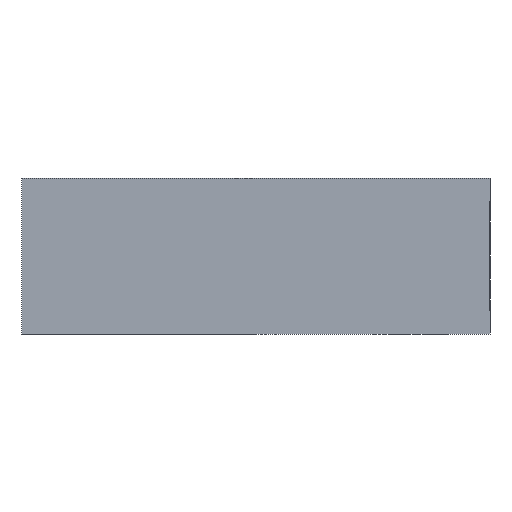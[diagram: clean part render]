
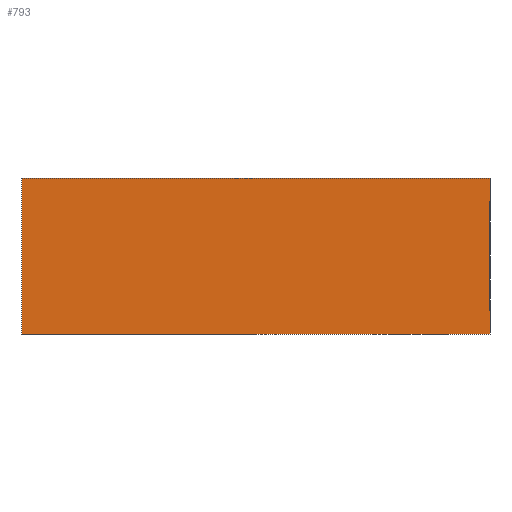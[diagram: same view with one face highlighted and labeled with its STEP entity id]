
A CAD part, left-side view. The second image highlights one B-rep face of the part: STEP entity #793.
In plain terms, the highlighted planar face has unit normal (-1, 0, 0).
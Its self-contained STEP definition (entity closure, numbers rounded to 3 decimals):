
#8 = DIRECTION ( 'NONE',  ( 0., 0., -1. ) ) ;
#46 = EDGE_CURVE ( 'NONE', #1751, #1407, #2779, .T. ) ;
#48 = ORIENTED_EDGE ( 'NONE', *, *, #2620, .F. ) ;
#83 = CARTESIAN_POINT ( 'NONE',  ( -7.5, -7.48, -1.75 ) ) ;
#136 = VERTEX_POINT ( 'NONE', #2254 ) ;
#246 = LINE ( 'NONE', #973, #1924 ) ;
#258 = VECTOR ( 'NONE', #2029, 1000. ) ;
#271 = LINE ( 'NONE', #2927, #2186 ) ;
#304 = DIRECTION ( 'NONE',  ( 0., -1., 0. ) ) ;
#312 = ORIENTED_EDGE ( 'NONE', *, *, #833, .F. ) ;
#422 = LINE ( 'NONE', #1595, #2648 ) ;
#487 = ORIENTED_EDGE ( 'NONE', *, *, #46, .F. ) ;
#538 = CARTESIAN_POINT ( 'NONE',  ( -7.5, 3.858, 0. ) ) ;
#685 = CARTESIAN_POINT ( 'NONE',  ( -7.5, -7.48, -1.75 ) ) ;
#701 = VERTEX_POINT ( 'NONE', #2793 ) ;
#719 = DIRECTION ( 'NONE',  ( 0., -1., 0. ) ) ;
#724 = FACE_OUTER_BOUND ( 'NONE', #2991, .T. ) ;
#793 = ADVANCED_FACE ( 'NONE', ( #724 ), #2094, .T. ) ;
#833 = EDGE_CURVE ( 'NONE', #2192, #1084, #1189, .T. ) ;
#897 = EDGE_CURVE ( 'NONE', #136, #701, #246, .T. ) ;
#973 = CARTESIAN_POINT ( 'NONE',  ( -7.5, -7.5, -1.75 ) ) ;
#989 = DIRECTION ( 'NONE',  ( 0., 0., 1. ) ) ;
#997 = VECTOR ( 'NONE', #719, 1000. ) ;
#1028 = ORIENTED_EDGE ( 'NONE', *, *, #1282, .T. ) ;
#1082 = ORIENTED_EDGE ( 'NONE', *, *, #2626, .T. ) ;
#1084 = VERTEX_POINT ( 'NONE', #2448 ) ;
#1110 = DIRECTION ( 'NONE',  ( 0., -1., 0. ) ) ;
#1189 = LINE ( 'NONE', #2415, #1537 ) ;
#1282 = EDGE_CURVE ( 'NONE', #2192, #701, #422, .T. ) ;
#1407 = VERTEX_POINT ( 'NONE', #2632 ) ;
#1433 = LINE ( 'NONE', #2596, #1997 ) ;
#1537 = VECTOR ( 'NONE', #1696, 1000. ) ;
#1595 = CARTESIAN_POINT ( 'NONE',  ( -7.5, 7.5, -2.5 ) ) ;
#1637 = LINE ( 'NONE', #685, #1733 ) ;
#1696 = DIRECTION ( 'NONE',  ( 0., 0., 1. ) ) ;
#1733 = VECTOR ( 'NONE', #2816, 1000. ) ;
#1751 = VERTEX_POINT ( 'NONE', #2852 ) ;
#1908 = DIRECTION ( 'NONE',  ( 0., 0., -1. ) ) ;
#1912 = EDGE_CURVE ( 'NONE', #2172, #3029, #1433, .T. ) ;
#1924 = VECTOR ( 'NONE', #1908, 1000. ) ;
#1997 = VECTOR ( 'NONE', #8, 1000. ) ;
#2029 = DIRECTION ( 'NONE',  ( 0., 0., -1. ) ) ;
#2094 = PLANE ( 'NONE',  #2120 ) ;
#2120 = AXIS2_PLACEMENT_3D ( 'NONE', #538, #2844, #989 ) ;
#2172 = VERTEX_POINT ( 'NONE', #2857 ) ;
#2186 = VECTOR ( 'NONE', #304, 1000. ) ;
#2192 = VERTEX_POINT ( 'NONE', #3043 ) ;
#2254 = CARTESIAN_POINT ( 'NONE',  ( -7.5, -7.5, -1.75 ) ) ;
#2314 = ORIENTED_EDGE ( 'NONE', *, *, #2999, .F. ) ;
#2415 = CARTESIAN_POINT ( 'NONE',  ( -7.5, 7.5, -2.5 ) ) ;
#2448 = CARTESIAN_POINT ( 'NONE',  ( -7.5, 7.5, 2.5 ) ) ;
#2546 = LINE ( 'NONE', #3040, #997 ) ;
#2553 = CARTESIAN_POINT ( 'NONE',  ( -7.5, -7.5, 2.5 ) ) ;
#2596 = CARTESIAN_POINT ( 'NONE',  ( -7.5, -7.48, 1.75 ) ) ;
#2620 = EDGE_CURVE ( 'NONE', #3029, #136, #1637, .T. ) ;
#2626 = EDGE_CURVE ( 'NONE', #2172, #1407, #2546, .T. ) ;
#2632 = CARTESIAN_POINT ( 'NONE',  ( -7.5, -7.5, 1.75 ) ) ;
#2648 = VECTOR ( 'NONE', #1110, 1000. ) ;
#2654 = ORIENTED_EDGE ( 'NONE', *, *, #1912, .F. ) ;
#2779 = LINE ( 'NONE', #2553, #258 ) ;
#2793 = CARTESIAN_POINT ( 'NONE',  ( -7.5, -7.5, -2.5 ) ) ;
#2816 = DIRECTION ( 'NONE',  ( 0., -1., 0. ) ) ;
#2844 = DIRECTION ( 'NONE',  ( -1., 0., 0. ) ) ;
#2852 = CARTESIAN_POINT ( 'NONE',  ( -7.5, -7.5, 2.5 ) ) ;
#2857 = CARTESIAN_POINT ( 'NONE',  ( -7.5, -7.48, 1.75 ) ) ;
#2927 = CARTESIAN_POINT ( 'NONE',  ( -7.5, 7.5, 2.5 ) ) ;
#2964 = ORIENTED_EDGE ( 'NONE', *, *, #897, .F. ) ;
#2991 = EDGE_LOOP ( 'NONE', ( #1082, #487, #2314, #312, #1028, #2964, #48, #2654 ) ) ;
#2999 = EDGE_CURVE ( 'NONE', #1084, #1751, #271, .T. ) ;
#3029 = VERTEX_POINT ( 'NONE', #83 ) ;
#3040 = CARTESIAN_POINT ( 'NONE',  ( -7.5, -7.48, 1.75 ) ) ;
#3043 = CARTESIAN_POINT ( 'NONE',  ( -7.5, 7.5, -2.5 ) ) ;
